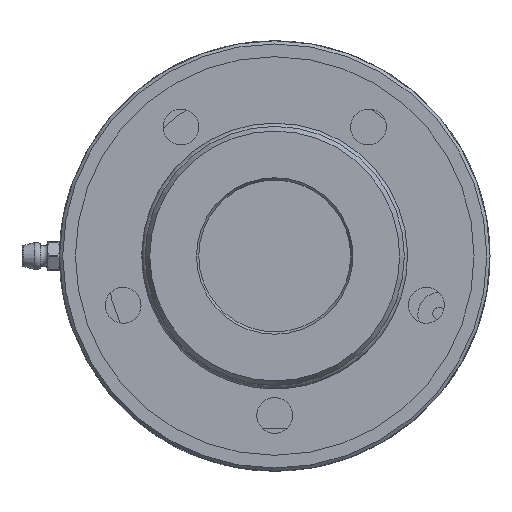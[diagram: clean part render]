
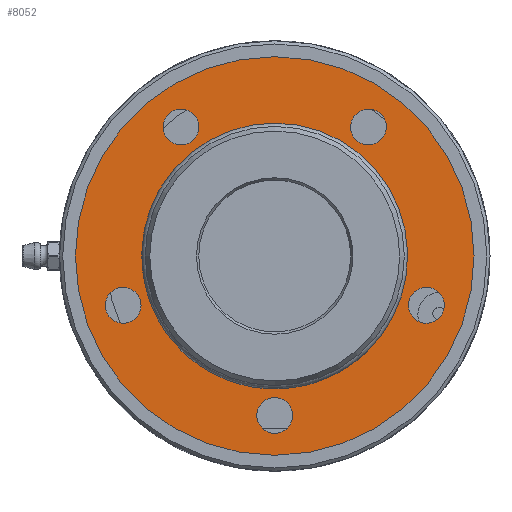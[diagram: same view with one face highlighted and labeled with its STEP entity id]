
A CAD part, left-side view. The second image highlights one B-rep face of the part: STEP entity #8052.
In plain terms, the highlighted planar face has unit normal (-1, 0, 0).
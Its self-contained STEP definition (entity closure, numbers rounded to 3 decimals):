
#300=PLANE('',#8656);
#472=FACE_BOUND('',#1042,.T.);
#473=FACE_BOUND('',#1043,.T.);
#474=FACE_BOUND('',#1044,.T.);
#475=FACE_BOUND('',#1045,.T.);
#476=FACE_BOUND('',#1046,.T.);
#477=FACE_BOUND('',#1047,.T.);
#545=FACE_OUTER_BOUND('',#1041,.T.);
#1041=EDGE_LOOP('',(#5521,#5522));
#1042=EDGE_LOOP('',(#5523));
#1043=EDGE_LOOP('',(#5524));
#1044=EDGE_LOOP('',(#5525));
#1045=EDGE_LOOP('',(#5526));
#1046=EDGE_LOOP('',(#5527));
#1047=EDGE_LOOP('',(#5528,#5529));
#1997=CIRCLE('',#8578,4.5);
#2003=CIRCLE('',#8587,4.5);
#2009=CIRCLE('',#8596,4.5);
#2015=CIRCLE('',#8605,4.5);
#2021=CIRCLE('',#8614,4.5);
#2048=CIRCLE('',#8654,32.3);
#2049=CIRCLE('',#8655,32.3);
#2050=CIRCLE('',#8657,50.);
#2051=CIRCLE('',#8658,50.);
#3279=VERTEX_POINT('',#12253);
#3285=VERTEX_POINT('',#12270);
#3291=VERTEX_POINT('',#12287);
#3297=VERTEX_POINT('',#12304);
#3303=VERTEX_POINT('',#12321);
#3329=VERTEX_POINT('',#12395);
#3330=VERTEX_POINT('',#12396);
#3331=VERTEX_POINT('',#12401);
#3332=VERTEX_POINT('',#12402);
#4123=EDGE_CURVE('',#3279,#3279,#1997,.T.);
#4131=EDGE_CURVE('',#3285,#3285,#2003,.T.);
#4139=EDGE_CURVE('',#3291,#3291,#2009,.T.);
#4147=EDGE_CURVE('',#3297,#3297,#2015,.T.);
#4155=EDGE_CURVE('',#3303,#3303,#2021,.T.);
#4190=EDGE_CURVE('',#3329,#3330,#2048,.T.);
#4191=EDGE_CURVE('',#3330,#3329,#2049,.T.);
#4193=EDGE_CURVE('',#3331,#3332,#2050,.T.);
#4194=EDGE_CURVE('',#3332,#3331,#2051,.T.);
#5521=ORIENTED_EDGE('',*,*,#4193,.F.);
#5522=ORIENTED_EDGE('',*,*,#4194,.F.);
#5523=ORIENTED_EDGE('',*,*,#4123,.T.);
#5524=ORIENTED_EDGE('',*,*,#4131,.T.);
#5525=ORIENTED_EDGE('',*,*,#4139,.T.);
#5526=ORIENTED_EDGE('',*,*,#4147,.T.);
#5527=ORIENTED_EDGE('',*,*,#4155,.T.);
#5528=ORIENTED_EDGE('',*,*,#4190,.T.);
#5529=ORIENTED_EDGE('',*,*,#4191,.T.);
#8052=ADVANCED_FACE('',(#545,#472,#473,#474,#475,#476,#477),#300,.T.);
#8578=AXIS2_PLACEMENT_3D('',#12254,#9306,#9307);
#8587=AXIS2_PLACEMENT_3D('',#12271,#9326,#9327);
#8596=AXIS2_PLACEMENT_3D('',#12288,#9346,#9347);
#8605=AXIS2_PLACEMENT_3D('',#12305,#9366,#9367);
#8614=AXIS2_PLACEMENT_3D('',#12322,#9386,#9387);
#8654=AXIS2_PLACEMENT_3D('',#12397,#9474,#9475);
#8655=AXIS2_PLACEMENT_3D('',#12398,#9476,#9477);
#8656=AXIS2_PLACEMENT_3D('',#12400,#9479,#9480);
#8657=AXIS2_PLACEMENT_3D('',#12403,#9481,#9482);
#8658=AXIS2_PLACEMENT_3D('',#12404,#9483,#9484);
#9306=DIRECTION('center_axis',(1.,0.,0.));
#9307=DIRECTION('ref_axis',(0.,-0.309,0.951));
#9326=DIRECTION('center_axis',(1.,0.,0.));
#9327=DIRECTION('ref_axis',(0.,0.809,0.588));
#9346=DIRECTION('center_axis',(1.,0.,0.));
#9347=DIRECTION('ref_axis',(0.,0.809,-0.588));
#9366=DIRECTION('center_axis',(1.,0.,0.));
#9367=DIRECTION('ref_axis',(0.,-0.309,-0.951));
#9386=DIRECTION('center_axis',(1.,0.,0.));
#9387=DIRECTION('ref_axis',(0.,-1.,0.));
#9474=DIRECTION('center_axis',(1.,0.,0.));
#9475=DIRECTION('ref_axis',(0.,0.,-1.));
#9476=DIRECTION('center_axis',(1.,0.,0.));
#9477=DIRECTION('ref_axis',(0.,0.,-1.));
#9479=DIRECTION('center_axis',(-1.,0.,0.));
#9480=DIRECTION('ref_axis',(0.,1.,0.));
#9481=DIRECTION('center_axis',(1.,0.,0.));
#9482=DIRECTION('ref_axis',(0.,0.,-1.));
#9483=DIRECTION('center_axis',(1.,0.,0.));
#9484=DIRECTION('ref_axis',(0.,0.,-1.));
#12253=CARTESIAN_POINT('',(-43.58,-36.652,-16.64));
#12254=CARTESIAN_POINT('Origin',(-43.58,-38.042,-12.361));
#12270=CARTESIAN_POINT('',(-43.58,-27.152,29.716));
#12271=CARTESIAN_POINT('Origin',(-43.58,-23.511,32.361));
#12287=CARTESIAN_POINT('',(-43.58,19.871,35.006));
#12288=CARTESIAN_POINT('Origin',(-43.58,23.511,32.361));
#12304=CARTESIAN_POINT('',(-43.58,39.433,-8.081));
#12305=CARTESIAN_POINT('Origin',(-43.58,38.042,-12.361));
#12321=CARTESIAN_POINT('',(-43.58,4.5,-40.));
#12322=CARTESIAN_POINT('Origin',(-43.58,0.,-40.));
#12395=CARTESIAN_POINT('',(-43.58,0.,-32.3));
#12396=CARTESIAN_POINT('',(-43.58,0.,32.3));
#12397=CARTESIAN_POINT('Origin',(-43.58,0.,0.));
#12398=CARTESIAN_POINT('Origin',(-43.58,0.,0.));
#12400=CARTESIAN_POINT('Origin',(-43.58,0.,-41.15));
#12401=CARTESIAN_POINT('',(-43.58,0.,-50.));
#12402=CARTESIAN_POINT('',(-43.58,0.,50.));
#12403=CARTESIAN_POINT('Origin',(-43.58,0.,0.));
#12404=CARTESIAN_POINT('Origin',(-43.58,0.,0.));
